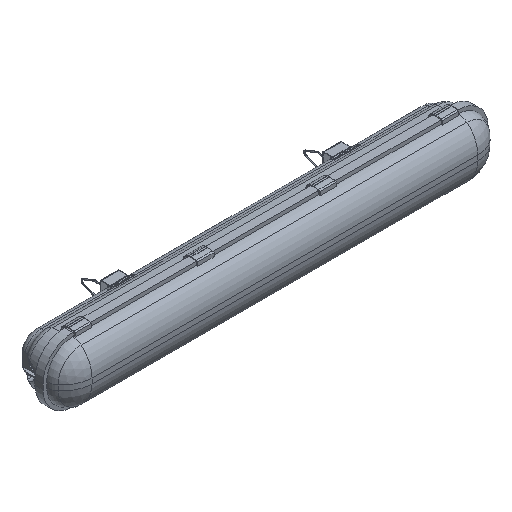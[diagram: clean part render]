
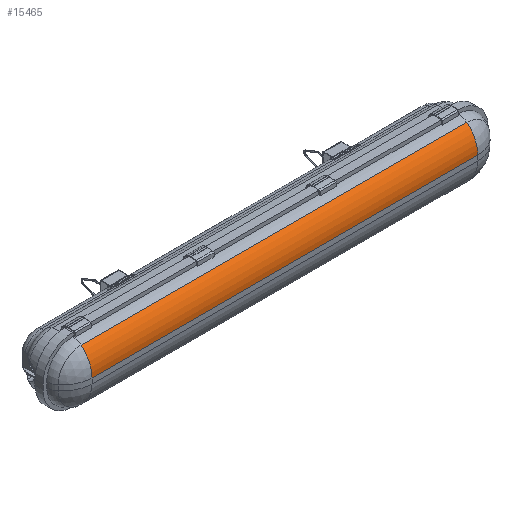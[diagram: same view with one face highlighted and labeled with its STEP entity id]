
A CAD part, isometric view. The second image highlights one B-rep face of the part: STEP entity #15465.
In plain terms, the highlighted cylindrical face has radius 40 mm (diameter 80 mm), a partial arc.
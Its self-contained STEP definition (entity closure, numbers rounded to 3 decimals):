
#334 = DIRECTION ( 'NONE',  ( -1., 0., 0. ) ) ;
#389 = CARTESIAN_POINT ( 'NONE',  ( 260., 1.5, 3.5 ) ) ;
#518 = AXIS2_PLACEMENT_3D ( 'NONE', #11160, #13815, #3881 ) ;
#1941 = DIRECTION ( 'NONE',  ( 1., 0., 0. ) ) ;
#2146 = LINE ( 'NONE', #11367, #15776 ) ;
#2246 = CARTESIAN_POINT ( 'NONE',  ( 260., -38.5, 3.5 ) ) ;
#2263 = EDGE_CURVE ( 'NONE', #15181, #13671, #13474, .T. ) ;
#2979 = VECTOR ( 'NONE', #1941, 1000. ) ;
#3437 = DIRECTION ( 'NONE',  ( 0., 0., -1. ) ) ;
#3881 = DIRECTION ( 'NONE',  ( 0., 0., 1. ) ) ;
#4460 = CARTESIAN_POINT ( 'NONE',  ( -260., -23.839, 34.45 ) ) ;
#4472 = EDGE_CURVE ( 'NONE', #10530, #8372, #2146, .T. ) ;
#5673 = CIRCLE ( 'NONE', #518, 40. ) ;
#6512 = DIRECTION ( 'NONE',  ( 0., 0., 1. ) ) ;
#7143 = AXIS2_PLACEMENT_3D ( 'NONE', #389, #334, #6512 ) ;
#7144 = CARTESIAN_POINT ( 'NONE',  ( -260., 1.5, 3.5 ) ) ;
#8049 = ORIENTED_EDGE ( 'NONE', *, *, #4472, .T. ) ;
#8372 = VERTEX_POINT ( 'NONE', #2246 ) ;
#8477 = CARTESIAN_POINT ( 'NONE',  ( -260., -38.5, 3.5 ) ) ;
#8754 = DIRECTION ( 'NONE',  ( 1., 0., 0. ) ) ;
#8873 = FACE_OUTER_BOUND ( 'NONE', #10976, .T. ) ;
#9526 = CARTESIAN_POINT ( 'NONE',  ( 260., -23.839, 34.45 ) ) ;
#9637 = DIRECTION ( 'NONE',  ( 1., 0., 0. ) ) ;
#10196 = CARTESIAN_POINT ( 'NONE',  ( -260., -23.839, 34.45 ) ) ;
#10530 = VERTEX_POINT ( 'NONE', #8477 ) ;
#10976 = EDGE_LOOP ( 'NONE', ( #12337, #13480, #8049, #13761 ) ) ;
#11160 = CARTESIAN_POINT ( 'NONE',  ( -260., 1.5, 3.5 ) ) ;
#11367 = CARTESIAN_POINT ( 'NONE',  ( -260., -38.5, 3.5 ) ) ;
#11716 = EDGE_CURVE ( 'NONE', #10530, #15181, #5673, .T. ) ;
#11772 = CYLINDRICAL_SURFACE ( 'NONE', #14768, 40. ) ;
#12337 = ORIENTED_EDGE ( 'NONE', *, *, #2263, .F. ) ;
#12899 = EDGE_CURVE ( 'NONE', #8372, #13671, #13801, .T. ) ;
#13474 = LINE ( 'NONE', #4460, #2979 ) ;
#13480 = ORIENTED_EDGE ( 'NONE', *, *, #11716, .F. ) ;
#13671 = VERTEX_POINT ( 'NONE', #9526 ) ;
#13761 = ORIENTED_EDGE ( 'NONE', *, *, #12899, .T. ) ;
#13801 = CIRCLE ( 'NONE', #7143, 40. ) ;
#13815 = DIRECTION ( 'NONE',  ( -1., 0., 0. ) ) ;
#14768 = AXIS2_PLACEMENT_3D ( 'NONE', #7144, #9637, #3437 ) ;
#15181 = VERTEX_POINT ( 'NONE', #10196 ) ;
#15465 = ADVANCED_FACE ( 'NONE', ( #8873 ), #11772, .T. ) ;
#15776 = VECTOR ( 'NONE', #8754, 1000. ) ;
